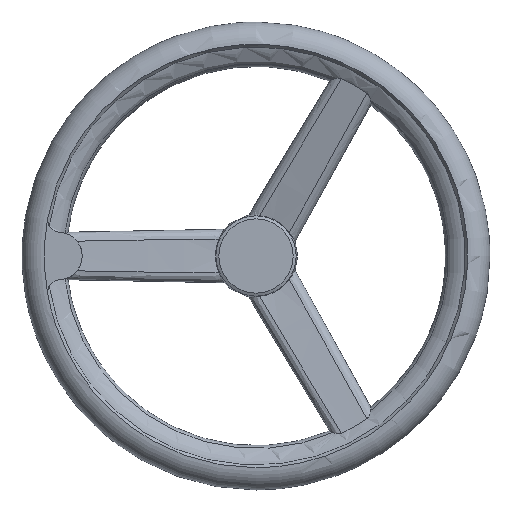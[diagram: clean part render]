
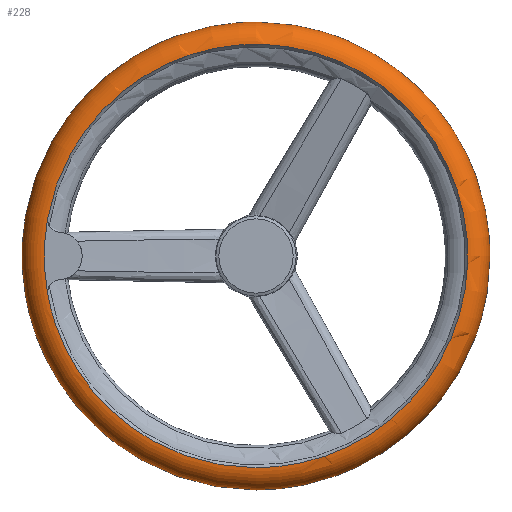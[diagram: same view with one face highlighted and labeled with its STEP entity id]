
A CAD part, left-side view. The second image highlights one B-rep face of the part: STEP entity #228.
In plain terms, the highlighted toroidal (fillet/blend) face has major radius 142.5 mm and minor radius 15 mm.
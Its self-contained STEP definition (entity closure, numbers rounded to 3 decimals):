
#163=FACE_BOUND('',#358,.T.);
#164=FACE_BOUND('',#359,.T.);
#177=TOROIDAL_SURFACE('',#1092,142.5,15.);
#204=CIRCLE('',#1090,152.699);
#228=ADVANCED_FACE('',(#163,#164),#177,.T.);
#358=EDGE_LOOP('',(#506));
#359=EDGE_LOOP('',(#507,#508));
#506=ORIENTED_EDGE('',*,*,#898,.F.);
#507=ORIENTED_EDGE('',*,*,#899,.T.);
#508=ORIENTED_EDGE('',*,*,#900,.T.);
#791=VERTEX_POINT('',#1757);
#792=VERTEX_POINT('',#1765);
#793=VERTEX_POINT('',#1766);
#898=EDGE_CURVE('',#791,#791,#204,.T.);
#899=EDGE_CURVE('',#792,#793,#1022,.T.);
#900=EDGE_CURVE('',#793,#792,#1023,.T.);
#1022=B_SPLINE_CURVE_WITH_KNOTS('',3,(#1759,#1760,#1761,#1762,#1763,#1764),
.UNSPECIFIED.,.F.,.F.,(4,2,4),(0.,0.5,1.),.UNSPECIFIED.);
#1023=B_SPLINE_CURVE_WITH_KNOTS('',3,(#1767,#1768,#1769,#1770,#1771,#1772,
#1773,#1774,#1775,#1776,#1777,#1778,#1779,#1780,#1781,#1782,#1783,#1784,
#1785,#1786,#1787,#1788,#1789,#1790,#1791,#1792,#1793,#1794,#1795,#1796,
#1797,#1798,#1799,#1800),.UNSPECIFIED.,.F.,.F.,(4,2,2,2,2,2,2,2,2,2,2,2,
2,2,2,2,4),(0.,0.062,0.125,0.188,0.25,0.313,0.375,0.438,
0.5,0.563,0.625,0.688,0.75,0.813,0.875,0.938,1.),.UNSPECIFIED.);
#1090=AXIS2_PLACEMENT_3D('',#1756,#1203,#1204);
#1092=AXIS2_PLACEMENT_3D('',#1801,#1207,#1208);
#1203=DIRECTION('',(1.,0.,0.));
#1204=DIRECTION('',(0.,0.,-1.));
#1207=DIRECTION('',(1.,0.,0.));
#1208=DIRECTION('',(0.,0.,-1.));
#1756=CARTESIAN_POINT('',(359.923,148.447,0.));
#1757=CARTESIAN_POINT('',(359.923,148.447,-152.699));
#1759=CARTESIAN_POINT('',(333.924,288.833,-24.454));
#1760=CARTESIAN_POINT('',(333.924,290.239,-16.383));
#1761=CARTESIAN_POINT('',(333.924,290.947,-8.192));
#1762=CARTESIAN_POINT('',(333.924,290.947,8.192));
#1763=CARTESIAN_POINT('',(333.924,290.239,16.383));
#1764=CARTESIAN_POINT('',(333.924,288.833,24.454));
#1765=CARTESIAN_POINT('',(333.923,288.833,-24.453));
#1766=CARTESIAN_POINT('',(333.923,288.833,24.453));
#1767=CARTESIAN_POINT('',(333.924,288.833,24.454));
#1768=CARTESIAN_POINT('',(333.924,285.808,41.821));
#1769=CARTESIAN_POINT('',(333.924,279.524,58.616));
#1770=CARTESIAN_POINT('',(333.924,261.288,88.792));
#1771=CARTESIAN_POINT('',(333.924,249.341,102.164));
#1772=CARTESIAN_POINT('',(333.924,221.402,123.671));
#1773=CARTESIAN_POINT('',(333.924,205.418,131.8));
#1774=CARTESIAN_POINT('',(333.924,171.581,141.71));
#1775=CARTESIAN_POINT('',(333.924,153.738,143.489));
#1776=CARTESIAN_POINT('',(333.924,118.611,140.452));
#1777=CARTESIAN_POINT('',(333.924,101.337,135.638));
#1778=CARTESIAN_POINT('',(333.924,69.703,120.068));
#1779=CARTESIAN_POINT('',(333.924,55.352,109.318));
#1780=CARTESIAN_POINT('',(333.924,31.518,83.335));
#1781=CARTESIAN_POINT('',(333.924,22.043,68.111));
#1782=CARTESIAN_POINT('',(333.924,9.255,35.253));
#1783=CARTESIAN_POINT('',(333.924,5.947,17.629));
#1784=CARTESIAN_POINT('',(333.924,5.947,-17.629));
#1785=CARTESIAN_POINT('',(333.924,9.255,-35.253));
#1786=CARTESIAN_POINT('',(333.924,22.043,-68.111));
#1787=CARTESIAN_POINT('',(333.924,31.518,-83.335));
#1788=CARTESIAN_POINT('',(333.924,55.352,-109.318));
#1789=CARTESIAN_POINT('',(333.924,69.703,-120.068));
#1790=CARTESIAN_POINT('',(333.924,101.337,-135.638));
#1791=CARTESIAN_POINT('',(333.924,118.611,-140.452));
#1792=CARTESIAN_POINT('',(333.924,153.738,-143.489));
#1793=CARTESIAN_POINT('',(333.924,171.581,-141.71));
#1794=CARTESIAN_POINT('',(333.924,205.418,-131.8));
#1795=CARTESIAN_POINT('',(333.924,221.402,-123.671));
#1796=CARTESIAN_POINT('',(333.924,249.341,-102.164));
#1797=CARTESIAN_POINT('',(333.924,261.288,-88.792));
#1798=CARTESIAN_POINT('',(333.924,279.524,-58.616));
#1799=CARTESIAN_POINT('',(333.924,285.808,-41.821));
#1800=CARTESIAN_POINT('',(333.924,288.833,-24.454));
#1801=CARTESIAN_POINT('',(348.924,148.447,0.));
